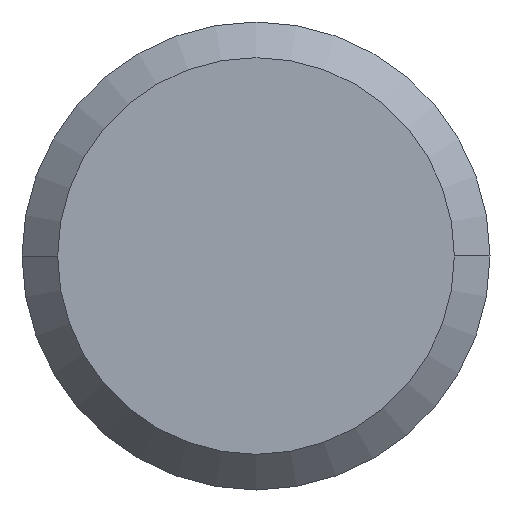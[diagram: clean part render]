
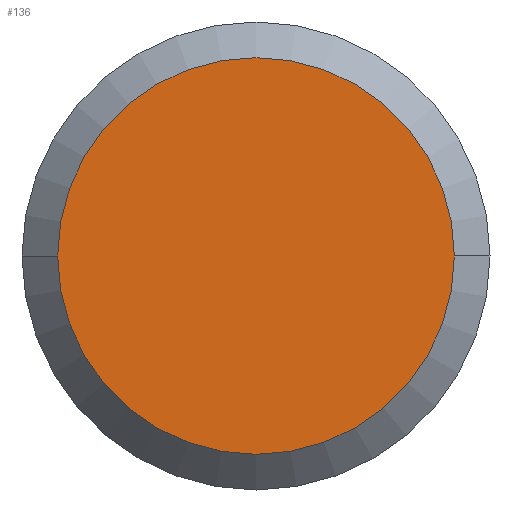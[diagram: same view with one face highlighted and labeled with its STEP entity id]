
A CAD part, left-side view. The second image highlights one B-rep face of the part: STEP entity #136.
In plain terms, the highlighted planar face has unit normal (-1, 0, 0).
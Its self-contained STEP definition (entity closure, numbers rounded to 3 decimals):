
#3 = CARTESIAN_POINT ( 'NONE',  ( 0., 4.238, 0. ) ) ;
#5 = AXIS2_PLACEMENT_3D ( 'NONE', #219, #277, #87 ) ;
#10 = CIRCLE ( 'NONE', #5, 4.238 ) ;
#13 = VERTEX_POINT ( 'NONE', #3 ) ;
#20 = CARTESIAN_POINT ( 'NONE',  ( 0., 0., 0. ) ) ;
#23 = CARTESIAN_POINT ( 'NONE',  ( 0., 0., 0. ) ) ;
#25 = DIRECTION ( 'NONE',  ( 0., 1., 0. ) ) ;
#34 = ORIENTED_EDGE ( 'NONE', *, *, #344, .F. ) ;
#87 = DIRECTION ( 'NONE',  ( 0., 1., 0. ) ) ;
#102 = FACE_OUTER_BOUND ( 'NONE', #306, .T. ) ;
#136 = ADVANCED_FACE ( 'NONE', ( #102 ), #184, .T. ) ;
#184 = PLANE ( 'NONE',  #348 ) ;
#219 = CARTESIAN_POINT ( 'NONE',  ( 0., 0., 0. ) ) ;
#237 = EDGE_CURVE ( 'NONE', #279, #13, #245, .T. ) ;
#245 = CIRCLE ( 'NONE', #285, 4.238 ) ;
#274 = DIRECTION ( 'NONE',  ( -1., 0., 0. ) ) ;
#277 = DIRECTION ( 'NONE',  ( 1., 0., 0. ) ) ;
#279 = VERTEX_POINT ( 'NONE', #408 ) ;
#285 = AXIS2_PLACEMENT_3D ( 'NONE', #23, #308, #25 ) ;
#306 = EDGE_LOOP ( 'NONE', ( #34, #331 ) ) ;
#308 = DIRECTION ( 'NONE',  ( 1., 0., 0. ) ) ;
#331 = ORIENTED_EDGE ( 'NONE', *, *, #237, .F. ) ;
#344 = EDGE_CURVE ( 'NONE', #13, #279, #10, .T. ) ;
#348 = AXIS2_PLACEMENT_3D ( 'NONE', #20, #274, #405 ) ;
#405 = DIRECTION ( 'NONE',  ( 0., -1., 0. ) ) ;
#408 = CARTESIAN_POINT ( 'NONE',  ( 0., -4.238, 0. ) ) ;
